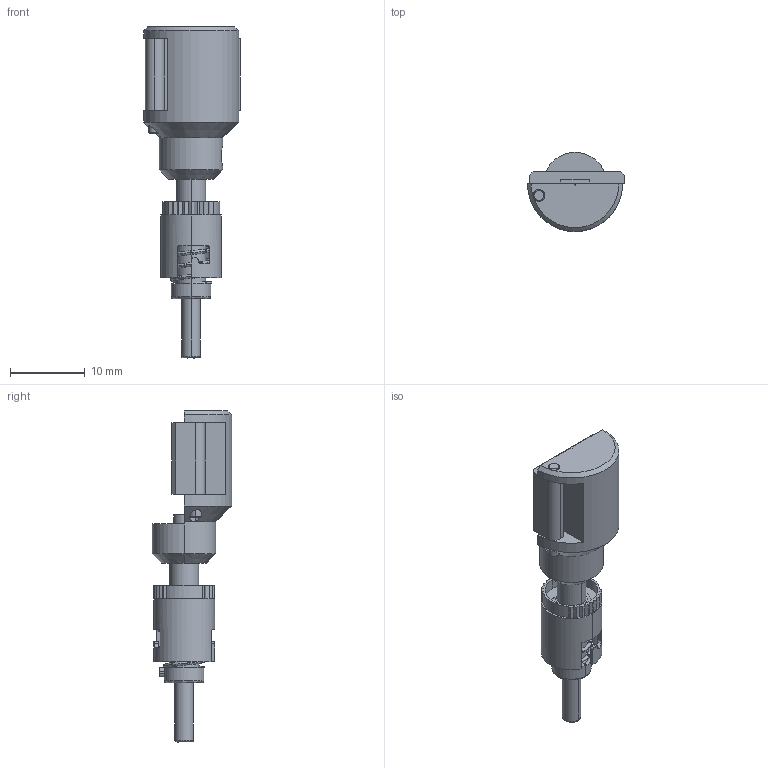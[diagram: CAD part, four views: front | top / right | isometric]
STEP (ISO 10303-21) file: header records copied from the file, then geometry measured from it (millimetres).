
FILE_DESCRIPTION (( 'STEP AP203' ), '1' );
FILE_NAME ('40000268A.STEP', '2019-12-05T17:02:49', ( '' ), ( '' ), 'SwSTEP 2.0', 'SolidWorks 2015', '' );
FILE_SCHEMA (( 'CONFIG_CONTROL_DESIGN' ));
Length unit declared in the file: inch
Products named in the file (1): 40000268A
Bounding box: 12.95 x 10.6 x 44.34 mm (x, y, z)
Volume: 1634.2 mm3; surface area: 2780 mm2
Topology: 11 solids, 11 shells, 500 faces, 1297 edges, 826 vertices
Faces by surface type: cylinder 196, plane 148, bspline 116, cone 36, torus 4
Entity records: 17352 total; most frequent: CARTESIAN_POINT 5113, DIRECTION 2665, ORIENTED_EDGE 2586, EDGE_CURVE 1293, AXIS2_PLACEMENT_3D 1106, VERTEX_POINT 826, CIRCLE 721, EDGE_LOOP 527
